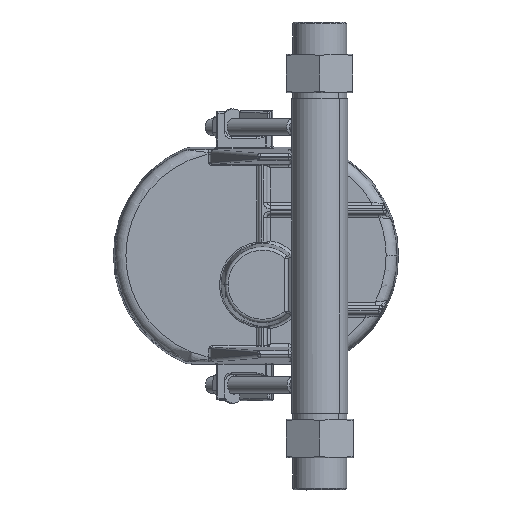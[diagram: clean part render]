
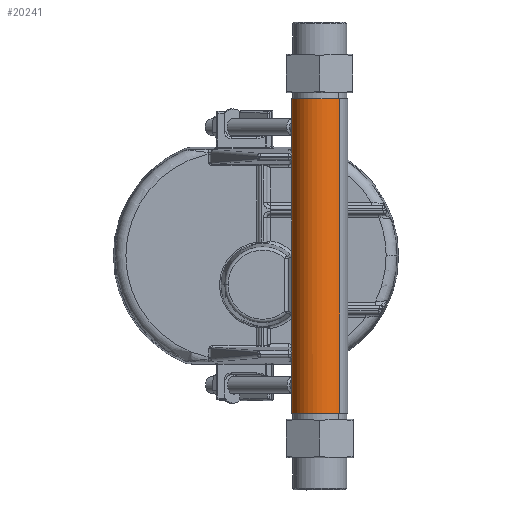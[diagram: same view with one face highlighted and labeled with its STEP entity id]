
A CAD part, left-side view. The second image highlights one B-rep face of the part: STEP entity #20241.
In plain terms, the highlighted cylindrical face has radius 13.5 mm (diameter 27 mm), a partial arc.
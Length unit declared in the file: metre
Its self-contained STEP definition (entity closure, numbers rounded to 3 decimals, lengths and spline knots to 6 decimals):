
#691 = VECTOR ( 'NONE', #13737, 1. ) ;
#3987 = ORIENTED_EDGE ( 'NONE', *, *, #20749, .F. ) ;
#4255 = CARTESIAN_POINT ( 'NONE',  ( 0.009007, 0.010276, 0.097018 ) ) ;
#4894 = FACE_OUTER_BOUND ( 'NONE', #7892, .T. ) ;
#5270 = VERTEX_POINT ( 'NONE', #24107 ) ;
#5648 = DIRECTION ( 'NONE',  ( 0.707, 0.707, 0. ) ) ;
#5915 = CARTESIAN_POINT ( 'NONE',  ( 0.008983, 0.010254, 0.021518 ) ) ;
#6546 = CIRCLE ( 'NONE', #34304, 0.0135 ) ;
#7892 = EDGE_LOOP ( 'NONE', ( #26138, #43995, #32986, #3987 ) ) ;
#9965 = EDGE_CURVE ( 'NONE', #5270, #28442, #26811, .T. ) ;
#11800 = DIRECTION ( 'NONE',  ( 0., 0., 1. ) ) ;
#13737 = DIRECTION ( 'NONE',  ( 0., 0., 1. ) ) ;
#14581 = VERTEX_POINT ( 'NONE', #4255 ) ;
#14774 = DIRECTION ( 'NONE',  ( 0., 0., 1. ) ) ;
#19750 = LINE ( 'NONE', #5915, #691 ) ;
#20241 = ADVANCED_FACE ( 'NONE', ( #4894 ), #43150, .T. ) ;
#20749 = EDGE_CURVE ( 'NONE', #5270, #14581, #19750, .T. ) ;
#20838 = CARTESIAN_POINT ( 'NONE',  ( -0.000563, 0.000708, 0.021524 ) ) ;
#21963 = EDGE_CURVE ( 'NONE', #14581, #44803, #6546, .T. ) ;
#23439 = VECTOR ( 'NONE', #37207, 1. ) ;
#24107 = CARTESIAN_POINT ( 'NONE',  ( 0.00896, 0.010232, -0.053981 ) ) ;
#26138 = ORIENTED_EDGE ( 'NONE', *, *, #9965, .T. ) ;
#26811 = CIRCLE ( 'NONE', #33802, 0.0135 ) ;
#28442 = VERTEX_POINT ( 'NONE', #48390 ) ;
#28521 = DIRECTION ( 'NONE',  ( 0., 0., 1. ) ) ;
#32986 = ORIENTED_EDGE ( 'NONE', *, *, #21963, .F. ) ;
#33329 = CARTESIAN_POINT ( 'NONE',  ( -0.010109, -0.008838, 0.02153 ) ) ;
#33802 = AXIS2_PLACEMENT_3D ( 'NONE', #37672, #14774, #41530 ) ;
#34304 = AXIS2_PLACEMENT_3D ( 'NONE', #34643, #11800, #38520 ) ;
#34643 = CARTESIAN_POINT ( 'NONE',  ( -0.000539, 0.00073, 0.097024 ) ) ;
#34681 = EDGE_CURVE ( 'NONE', #28442, #44803, #47427, .T. ) ;
#36518 = AXIS2_PLACEMENT_3D ( 'NONE', #20838, #28521, #5648 ) ;
#37207 = DIRECTION ( 'NONE',  ( 0., 0., 1. ) ) ;
#37672 = CARTESIAN_POINT ( 'NONE',  ( -0.000586, 0.000686, -0.053976 ) ) ;
#38520 = DIRECTION ( 'NONE',  ( 0.707, 0.707, 0. ) ) ;
#40145 = CARTESIAN_POINT ( 'NONE',  ( -0.010085, -0.008816, 0.09703 ) ) ;
#41530 = DIRECTION ( 'NONE',  ( 0.707, 0.707, 0. ) ) ;
#43150 = CYLINDRICAL_SURFACE ( 'NONE', #36518, 0.0135 ) ;
#43995 = ORIENTED_EDGE ( 'NONE', *, *, #34681, .T. ) ;
#44803 = VERTEX_POINT ( 'NONE', #40145 ) ;
#47427 = LINE ( 'NONE', #33329, #23439 ) ;
#48390 = CARTESIAN_POINT ( 'NONE',  ( -0.010132, -0.00886, -0.05397 ) ) ;
